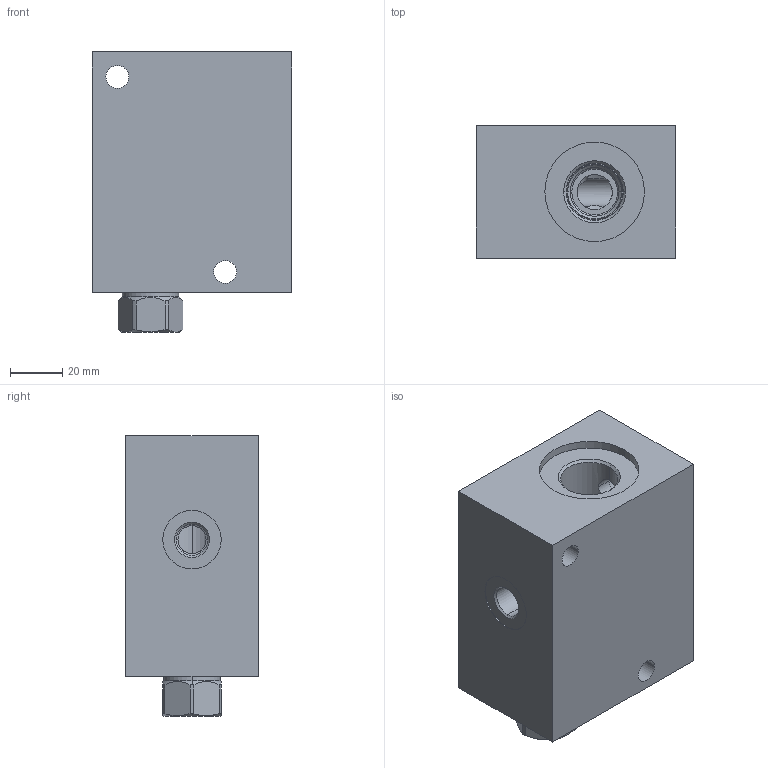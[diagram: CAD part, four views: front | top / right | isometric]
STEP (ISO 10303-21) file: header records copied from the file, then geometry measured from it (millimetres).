
FILE_DESCRIPTION((''),'2;1');
FILE_NAME('A7T_ASM','2020-08-05T',('ProEService'),(''),'PRO/ENGINEER BY PARAMETRIC TECHNOLOGY CORPORATION, 2014200','PRO/ENGINEER BY PARAMETRIC TECHNOLOGY CORPORATION, 2014200','');
FILE_SCHEMA(('CONFIG_CONTROL_DESIGN'));
Length unit declared in the file: inch
Products named in the file (3): 174-485-007; CXCDXCN; A7T_ASM
Assembly tree (2 placements, depth 2):
  A7T_ASM
    174-485-007
    CXCDXCN
Bounding box: 76.2 x 50.8 x 107.16 mm (x, y, z)
Volume: 319297.5 mm3; surface area: 49412.6 mm2
Topology: 4 solids, 4 shells, 263 faces, 860 edges, 712 vertices
Faces by surface type: cylinder 113, cone 62, plane 54, torus 22, revolution 8, sphere 4
Entity records: 10978 total; most frequent: CARTESIAN_POINT 3482, DIRECTION 1602, ORIENTED_EDGE 1240, EDGE_CURVE 620, AXIS2_PLACEMENT_3D 566, VECTOR 462, LINE 462, VERTEX_POINT 377
